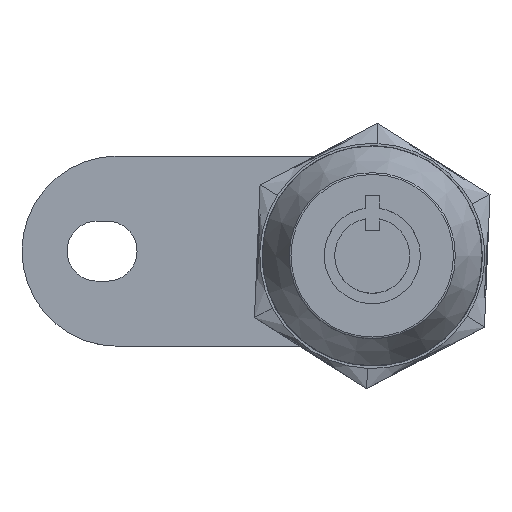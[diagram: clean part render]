
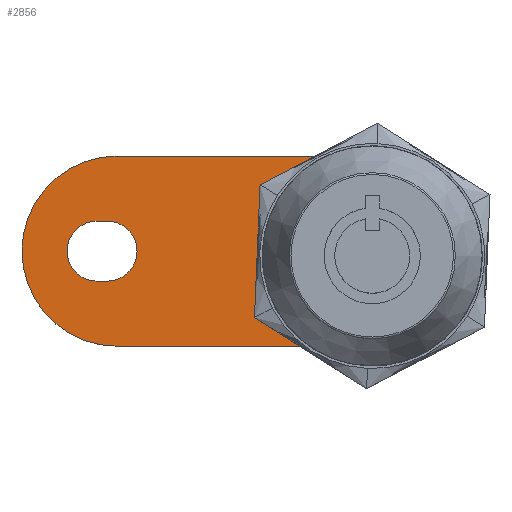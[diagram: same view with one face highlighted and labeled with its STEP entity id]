
A CAD part, top view. The second image highlights one B-rep face of the part: STEP entity #2856.
In plain terms, the highlighted face is planar.
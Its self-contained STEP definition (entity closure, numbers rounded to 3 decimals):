
#154=FACE_BOUND('',#539,.T.);
#155=FACE_BOUND('',#540,.T.);
#225=PLANE('',#3148);
#360=FACE_OUTER_BOUND('',#538,.T.);
#538=EDGE_LOOP('',(#2473,#2474,#2475,#2476));
#539=EDGE_LOOP('',(#2477,#2478,#2479,#2480));
#540=EDGE_LOOP('',(#2481,#2482,#2483,#2484));
#710=CIRCLE('',#3126,3.);
#712=CIRCLE('',#3130,3.);
#714=CIRCLE('',#3134,3.);
#716=CIRCLE('',#3138,3.);
#718=CIRCLE('',#3142,9.5);
#720=CIRCLE('',#3146,9.5);
#913=LINE('',#4699,#1152);
#916=LINE('',#4708,#1155);
#921=LINE('',#4723,#1160);
#924=LINE('',#4732,#1163);
#928=LINE('',#4746,#1167);
#932=LINE('',#4756,#1171);
#1152=VECTOR('',#3809,1.);
#1155=VECTOR('',#3820,1.);
#1160=VECTOR('',#3833,1.);
#1163=VECTOR('',#3844,1.);
#1167=VECTOR('',#3856,23.);
#1171=VECTOR('',#3868,23.);
#1413=VERTEX_POINT('',#4689);
#1414=VERTEX_POINT('',#4691);
#1416=VERTEX_POINT('',#4697);
#1418=VERTEX_POINT('',#4703);
#1421=VERTEX_POINT('',#4713);
#1422=VERTEX_POINT('',#4715);
#1424=VERTEX_POINT('',#4721);
#1426=VERTEX_POINT('',#4727);
#1429=VERTEX_POINT('',#4737);
#1430=VERTEX_POINT('',#4739);
#1432=VERTEX_POINT('',#4745);
#1434=VERTEX_POINT('',#4751);
#1762=EDGE_CURVE('',#1414,#1413,#710,.T.);
#1766=EDGE_CURVE('',#1413,#1416,#913,.T.);
#1769=EDGE_CURVE('',#1416,#1418,#712,.T.);
#1771=EDGE_CURVE('',#1418,#1414,#916,.T.);
#1774=EDGE_CURVE('',#1422,#1421,#714,.T.);
#1778=EDGE_CURVE('',#1421,#1424,#921,.T.);
#1781=EDGE_CURVE('',#1424,#1426,#716,.T.);
#1783=EDGE_CURVE('',#1426,#1422,#924,.T.);
#1786=EDGE_CURVE('',#1430,#1429,#718,.T.);
#1789=EDGE_CURVE('',#1432,#1430,#928,.T.);
#1792=EDGE_CURVE('',#1434,#1432,#720,.T.);
#1795=EDGE_CURVE('',#1429,#1434,#932,.T.);
#2473=ORIENTED_EDGE('',*,*,#1795,.T.);
#2474=ORIENTED_EDGE('',*,*,#1792,.T.);
#2475=ORIENTED_EDGE('',*,*,#1789,.T.);
#2476=ORIENTED_EDGE('',*,*,#1786,.T.);
#2477=ORIENTED_EDGE('',*,*,#1762,.T.);
#2478=ORIENTED_EDGE('',*,*,#1766,.T.);
#2479=ORIENTED_EDGE('',*,*,#1769,.T.);
#2480=ORIENTED_EDGE('',*,*,#1771,.T.);
#2481=ORIENTED_EDGE('',*,*,#1774,.T.);
#2482=ORIENTED_EDGE('',*,*,#1778,.T.);
#2483=ORIENTED_EDGE('',*,*,#1781,.T.);
#2484=ORIENTED_EDGE('',*,*,#1783,.T.);
#2856=ADVANCED_FACE('',(#360,#154,#155),#225,.T.);
#3126=AXIS2_PLACEMENT_3D('',#4692,#3802,#3803);
#3130=AXIS2_PLACEMENT_3D('',#4705,#3815,#3816);
#3134=AXIS2_PLACEMENT_3D('',#4716,#3826,#3827);
#3138=AXIS2_PLACEMENT_3D('',#4729,#3839,#3840);
#3142=AXIS2_PLACEMENT_3D('',#4740,#3850,#3851);
#3146=AXIS2_PLACEMENT_3D('',#4752,#3862,#3863);
#3148=AXIS2_PLACEMENT_3D('',#4757,#3869,#3870);
#3802=DIRECTION('center_axis',(0.,-1.,0.));
#3803=DIRECTION('ref_axis',(-1.,0.,0.));
#3809=DIRECTION('',(0.,0.,-1.));
#3815=DIRECTION('center_axis',(0.,-1.,0.));
#3816=DIRECTION('ref_axis',(1.,0.,0.));
#3820=DIRECTION('',(0.,0.,1.));
#3826=DIRECTION('center_axis',(0.,-1.,0.));
#3827=DIRECTION('ref_axis',(0.,0.,1.));
#3833=DIRECTION('',(1.,0.,0.));
#3839=DIRECTION('center_axis',(0.,-1.,0.));
#3840=DIRECTION('ref_axis',(0.,0.,-1.));
#3844=DIRECTION('',(-1.,0.,0.));
#3850=DIRECTION('center_axis',(0.,1.,0.));
#3851=DIRECTION('ref_axis',(0.,0.,1.));
#3856=DIRECTION('',(1.,0.,0.));
#3862=DIRECTION('center_axis',(0.,1.,0.));
#3863=DIRECTION('ref_axis',(0.,0.,-1.));
#3868=DIRECTION('',(-1.,0.,0.));
#3869=DIRECTION('center_axis',(0.,1.,0.));
#3870=DIRECTION('ref_axis',(0.,0.,1.));
#4689=CARTESIAN_POINT('',(-28.5,2.,0.5));
#4691=CARTESIAN_POINT('',(-22.5,2.,0.5));
#4692=CARTESIAN_POINT('Origin',(-25.5,2.,0.5));
#4697=CARTESIAN_POINT('',(-28.5,2.,-0.5));
#4699=CARTESIAN_POINT('',(-28.5,2.,-0.25));
#4703=CARTESIAN_POINT('',(-22.5,2.,-0.5));
#4705=CARTESIAN_POINT('Origin',(-25.5,2.,-0.5));
#4708=CARTESIAN_POINT('',(-22.5,2.,0.25));
#4713=CARTESIAN_POINT('',(1.,2.,-3.));
#4715=CARTESIAN_POINT('',(1.,2.,3.));
#4716=CARTESIAN_POINT('Origin',(1.,2.,0.));
#4721=CARTESIAN_POINT('',(2.,2.,-3.));
#4723=CARTESIAN_POINT('',(-4.75,2.,-3.));
#4727=CARTESIAN_POINT('',(2.,2.,3.));
#4729=CARTESIAN_POINT('Origin',(2.,2.,0.));
#4732=CARTESIAN_POINT('',(-5.25,2.,3.));
#4737=CARTESIAN_POINT('',(0.,2.,-9.5));
#4739=CARTESIAN_POINT('',(0.,2.,9.5));
#4740=CARTESIAN_POINT('Origin',(0.,2.,0.));
#4745=CARTESIAN_POINT('',(-23.,2.,9.5));
#4746=CARTESIAN_POINT('',(-23.,2.,9.5));
#4751=CARTESIAN_POINT('',(-23.,2.,-9.5));
#4752=CARTESIAN_POINT('Origin',(-23.,2.,0.));
#4756=CARTESIAN_POINT('',(0.,2.,-9.5));
#4757=CARTESIAN_POINT('Origin',(-11.5,2.,0.));
